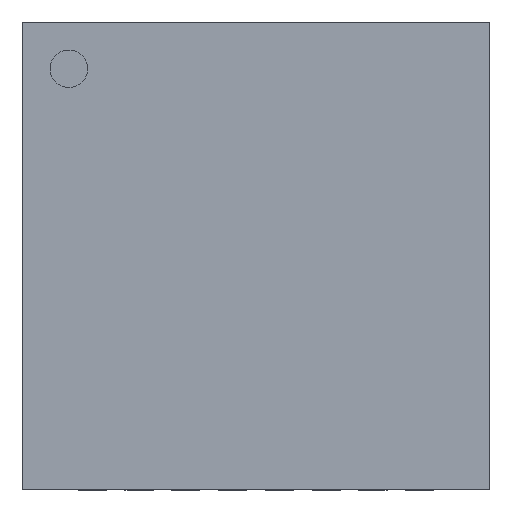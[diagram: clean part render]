
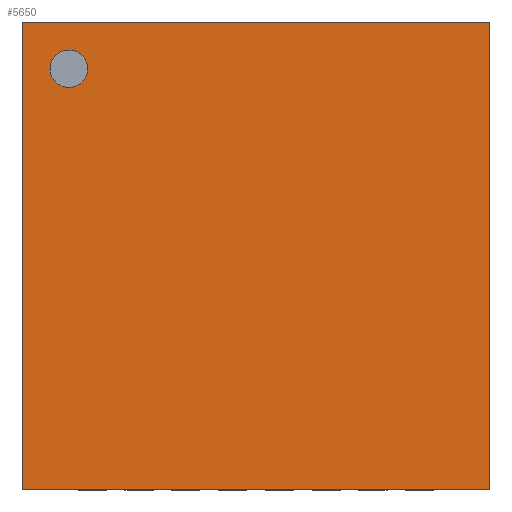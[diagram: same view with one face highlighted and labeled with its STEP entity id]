
A CAD part, top view. The second image highlights one B-rep face of the part: STEP entity #5650.
In plain terms, the highlighted planar face has unit normal (0, 0, 1).
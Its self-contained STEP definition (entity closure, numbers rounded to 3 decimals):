
#17=FACE_BOUND($,#867,.T.);
#222=PLANE($,#6158);
#527=FACE_OUTER_BOUND($,#866,.T.);
#866=EDGE_LOOP($,(#4806,#4807,#4808,#4809));
#867=EDGE_LOOP($,(#4810));
#1448=LINE($,#9079,#2112);
#1474=LINE($,#9123,#2138);
#1498=LINE($,#9164,#2162);
#1502=LINE($,#9176,#2166);
#2112=VECTOR($,#7363,5.);
#2138=VECTOR($,#7391,5.);
#2162=VECTOR($,#7417,5.);
#2166=VECTOR($,#7431,5.);
#2430=CIRCLE($,#6156,0.2);
#2869=VERTEX_POINT($,#9076);
#2870=VERTEX_POINT($,#9078);
#2887=VERTEX_POINT($,#9122);
#2903=VERTEX_POINT($,#9163);
#2906=VERTEX_POINT($,#9172);
#3538=EDGE_CURVE($,#2869,#2870,#1448,.T.);
#3564=EDGE_CURVE($,#2870,#2887,#1474,.T.);
#3588=EDGE_CURVE($,#2887,#2903,#1498,.T.);
#3593=EDGE_CURVE($,#2906,#2906,#2430,.T.);
#3594=EDGE_CURVE($,#2903,#2869,#1502,.T.);
#4806=ORIENTED_EDGE($,*,*,#3594,.F.);
#4807=ORIENTED_EDGE($,*,*,#3588,.F.);
#4808=ORIENTED_EDGE($,*,*,#3564,.F.);
#4809=ORIENTED_EDGE($,*,*,#3538,.F.);
#4810=ORIENTED_EDGE($,*,*,#3593,.T.);
#5650=ADVANCED_FACE($,(#527,#17),#222,.T.);
#6156=AXIS2_PLACEMENT_3D($,#9173,#7425,#7426);
#6158=AXIS2_PLACEMENT_3D($,#9175,#7429,#7430);
#7363=DIRECTION($,(1.,0.,0.));
#7391=DIRECTION($,(0.,-1.,0.));
#7417=DIRECTION($,(-1.,0.,0.));
#7425=DIRECTION('center_axis',(0.,0.,-1.));
#7426=DIRECTION('ref_axis',(1.,0.,0.));
#7429=DIRECTION('center_axis',(0.,0.,1.));
#7430=DIRECTION('ref_axis',(1.,0.,0.));
#7431=DIRECTION($,(0.,1.,0.));
#9076=CARTESIAN_POINT('',(-2.5,2.5,0.8));
#9078=CARTESIAN_POINT('',(2.5,2.5,0.8));
#9079=CARTESIAN_POINT($,(-2.5,2.5,0.8));
#9122=CARTESIAN_POINT('',(2.5,-2.5,0.8));
#9123=CARTESIAN_POINT($,(2.5,2.5,0.8));
#9163=CARTESIAN_POINT('',(-2.5,-2.5,0.8));
#9164=CARTESIAN_POINT($,(2.5,-2.5,0.8));
#9172=CARTESIAN_POINT('',(-1.8,2.,0.8));
#9173=CARTESIAN_POINT('Origin',(-2.,2.,0.8));
#9175=CARTESIAN_POINT('Origin',(0.,0.,
0.8));
#9176=CARTESIAN_POINT($,(-2.5,-2.5,0.8));
